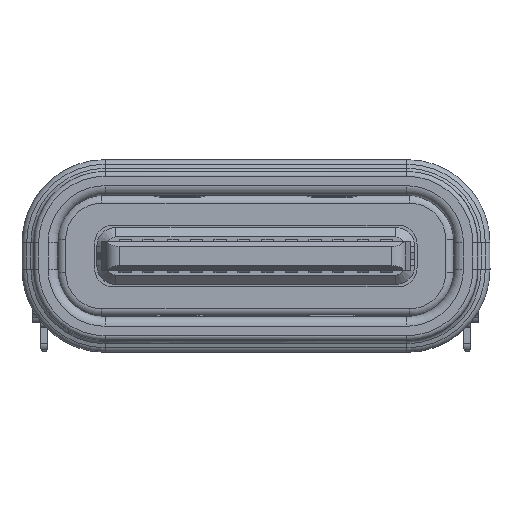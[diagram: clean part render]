
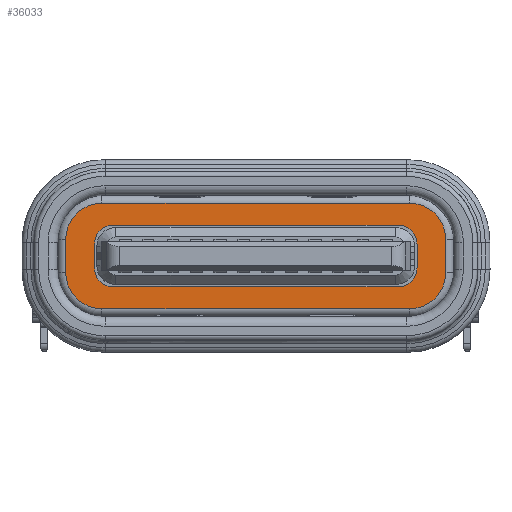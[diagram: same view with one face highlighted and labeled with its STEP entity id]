
A CAD part, left-side view. The second image highlights one B-rep face of the part: STEP entity #36033.
In plain terms, the highlighted planar face has unit normal (-1, 0, 0).
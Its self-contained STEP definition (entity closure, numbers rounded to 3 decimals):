
#9308=DIRECTION('',(0.,-1.,0.));
#9309=VECTOR('',#9308,6.48);
#9310=CARTESIAN_POINT('',(0.,3.24,-1.11));
#9311=LINE('',#9310,#9309);
#9342=DIRECTION('',(0.,0.,-1.));
#9343=VECTOR('',#9342,0.7);
#9344=CARTESIAN_POINT('',(0.,4.,0.35));
#9345=LINE('',#9344,#9343);
#9415=DIRECTION('',(0.,1.,0.));
#9416=VECTOR('',#9415,6.48);
#9417=CARTESIAN_POINT('',(0.,-3.24,1.11));
#9418=LINE('',#9417,#9416);
#9985=DIRECTION('',(0.,0.,1.));
#9986=VECTOR('',#9985,0.7);
#9987=CARTESIAN_POINT('',(0.,-4.,-0.35));
#9988=LINE('',#9987,#9986);
#10051=CARTESIAN_POINT('',(0.,-3.24,
-0.35));
#10052=DIRECTION('',(1.,0.,0.));
#10053=DIRECTION('',(0.,-1.,0.));
#10054=AXIS2_PLACEMENT_3D('',#10051,#10052,#10053);
#10056=CARTESIAN_POINT('',(0.,3.24,
-0.35));
#10057=DIRECTION('',(1.,0.,0.));
#10058=DIRECTION('',(0.,0.,-1.));
#10059=AXIS2_PLACEMENT_3D('',#10056,#10057,#10058);
#10061=CARTESIAN_POINT('',(0.,3.24,
0.35));
#10062=DIRECTION('',(1.,0.,0.));
#10063=DIRECTION('',(0.,1.,0.));
#10064=AXIS2_PLACEMENT_3D('',#10061,#10062,#10063);
#10066=CARTESIAN_POINT('',(0.,-3.24,
0.35));
#10067=DIRECTION('',(1.,0.,0.));
#10068=DIRECTION('',(0.,0.,1.));
#10069=AXIS2_PLACEMENT_3D('',#10066,#10067,#10068);
#10071=CARTESIAN_POINT('',(0.,-2.995,-0.25));
#10072=DIRECTION('',(-1.,0.,0.));
#10073=DIRECTION('',(0.,0.,-1.));
#10074=AXIS2_PLACEMENT_3D('',#10071,#10072,#10073);
#10076=CARTESIAN_POINT('',(0.,-2.995,0.25));
#10077=DIRECTION('',(-1.,0.,0.));
#10078=DIRECTION('',(0.,-1.,0.));
#10079=AXIS2_PLACEMENT_3D('',#10076,#10077,#10078);
#10081=CARTESIAN_POINT('',(0.,2.995,0.25));
#10082=DIRECTION('',(-1.,0.,0.));
#10083=DIRECTION('',(0.,0.,1.));
#10084=AXIS2_PLACEMENT_3D('',#10081,#10082,#10083);
#10086=CARTESIAN_POINT('',(0.,2.995,-0.25));
#10087=DIRECTION('',(-1.,0.,0.));
#10088=DIRECTION('',(0.,1.,0.));
#10089=AXIS2_PLACEMENT_3D('',#10086,#10087,#10088);
#10181=DIRECTION('',(0.,-1.,0.));
#10182=VECTOR('',#10181,5.99);
#10183=CARTESIAN_POINT('',(0.,2.995,-0.65));
#10184=LINE('',#10183,#10182);
#12580=DIRECTION('',(0.,0.,1.));
#12581=VECTOR('',#12580,0.5);
#12582=CARTESIAN_POINT('',(0.,3.395,-0.25));
#12583=LINE('',#12582,#12581);
#12601=DIRECTION('',(0.,-1.,0.));
#12602=VECTOR('',#12601,5.99);
#12603=CARTESIAN_POINT('',(0.,2.995,0.65));
#12604=LINE('',#12603,#12602);
#12622=DIRECTION('',(0.,0.,1.));
#12623=VECTOR('',#12622,0.5);
#12624=CARTESIAN_POINT('',(0.,-3.395,-0.25));
#12625=LINE('',#12624,#12623);
#14886=CARTESIAN_POINT('',(0.,4.,
0.35));
#14887=CARTESIAN_POINT('',(0.,3.24,
1.11));
#14888=VERTEX_POINT('',#14886);
#14889=VERTEX_POINT('',#14887);
#14890=CARTESIAN_POINT('',(0.,-4.,
-0.35));
#14891=CARTESIAN_POINT('',(0.,-3.24,
-1.11));
#14892=VERTEX_POINT('',#14890);
#14893=VERTEX_POINT('',#14891);
#14894=CARTESIAN_POINT('',(0.,-4.,0.35));
#14895=VERTEX_POINT('',#14894);
#14896=CARTESIAN_POINT('',(0.,-3.24,
1.11));
#14897=VERTEX_POINT('',#14896);
#14898=CARTESIAN_POINT('',(0.,4.,-0.35));
#14899=VERTEX_POINT('',#14898);
#14900=CARTESIAN_POINT('',(0.,3.24,
-1.11));
#14901=VERTEX_POINT('',#14900);
#14902=CARTESIAN_POINT('',(0.,2.995,-0.65));
#14903=CARTESIAN_POINT('',(0.,-2.995,-0.65));
#14904=VERTEX_POINT('',#14902);
#14905=VERTEX_POINT('',#14903);
#14906=CARTESIAN_POINT('',(0.,3.395,-0.25));
#14907=VERTEX_POINT('',#14906);
#14908=CARTESIAN_POINT('',(0.,3.395,0.25));
#14909=VERTEX_POINT('',#14908);
#14910=CARTESIAN_POINT('',(0.,2.995,0.65));
#14911=VERTEX_POINT('',#14910);
#14912=CARTESIAN_POINT('',(0.,-2.995,0.65));
#14913=VERTEX_POINT('',#14912);
#14914=CARTESIAN_POINT('',(0.,-3.395,0.25));
#14915=VERTEX_POINT('',#14914);
#14916=CARTESIAN_POINT('',(0.,-3.395,-0.25));
#14917=VERTEX_POINT('',#14916);
#35998=CARTESIAN_POINT('',(0.,0.,0.));
#35999=DIRECTION('',(1.,0.,0.));
#36000=DIRECTION('',(0.,-1.,0.));
#36001=AXIS2_PLACEMENT_3D('',#35998,#35999,#36000);
#36002=PLANE('',#36001);
#36003=ORIENTED_EDGE('',*,*,#35985,.T.);
#36004=ORIENTED_EDGE('',*,*,#34272,.F.);
#36006=ORIENTED_EDGE('',*,*,#36005,.T.);
#36007=ORIENTED_EDGE('',*,*,#34344,.F.);
#36008=ORIENTED_EDGE('',*,*,#34391,.T.);
#36009=ORIENTED_EDGE('',*,*,#34415,.F.);
#36011=ORIENTED_EDGE('',*,*,#36010,.T.);
#36012=ORIENTED_EDGE('',*,*,#35938,.F.);
#36013=EDGE_LOOP('',(#36003,#36004,#36006,#36007,#36008,#36009,#36011,#36012));
#36014=FACE_OUTER_BOUND('',#36013,.F.);
#36016=ORIENTED_EDGE('',*,*,#36015,.T.);
#36018=ORIENTED_EDGE('',*,*,#36017,.T.);
#36020=ORIENTED_EDGE('',*,*,#36019,.T.);
#36022=ORIENTED_EDGE('',*,*,#36021,.T.);
#36024=ORIENTED_EDGE('',*,*,#36023,.F.);
#36026=ORIENTED_EDGE('',*,*,#36025,.T.);
#36028=ORIENTED_EDGE('',*,*,#36027,.F.);
#36030=ORIENTED_EDGE('',*,*,#36029,.T.);
#36031=EDGE_LOOP('',(#36016,#36018,#36020,#36022,#36024,#36026,#36028,#36030));
#36032=FACE_BOUND('',#36031,.F.);
#36033=ADVANCED_FACE('',(#36014,#36032),#36002,.F.);
#10055=CIRCLE('',#10054,0.76);
#10060=CIRCLE('',#10059,0.76);
#10065=CIRCLE('',#10064,0.76);
#10070=CIRCLE('',#10069,0.76);
#10075=CIRCLE('',#10074,0.4);
#10080=CIRCLE('',#10079,0.4);
#10085=CIRCLE('',#10084,0.4);
#10090=CIRCLE('',#10089,0.4);
#34272=EDGE_CURVE('',#14901,#14893,#9311,.T.);
#34344=EDGE_CURVE('',#14888,#14899,#9345,.T.);
#34391=EDGE_CURVE('',#14888,#14889,#10065,.T.);
#34415=EDGE_CURVE('',#14897,#14889,#9418,.T.);
#35938=EDGE_CURVE('',#14892,#14895,#9988,.T.);
#35985=EDGE_CURVE('',#14892,#14893,#10055,.T.);
#36005=EDGE_CURVE('',#14901,#14899,#10060,.T.);
#36010=EDGE_CURVE('',#14897,#14895,#10070,.T.);
#36015=EDGE_CURVE('',#14904,#14905,#10184,.T.);
#36017=EDGE_CURVE('',#14905,#14917,#10075,.T.);
#36019=EDGE_CURVE('',#14917,#14915,#12625,.T.);
#36021=EDGE_CURVE('',#14915,#14913,#10080,.T.);
#36023=EDGE_CURVE('',#14911,#14913,#12604,.T.);
#36025=EDGE_CURVE('',#14911,#14909,#10085,.T.);
#36027=EDGE_CURVE('',#14907,#14909,#12583,.T.);
#36029=EDGE_CURVE('',#14907,#14904,#10090,.T.);
